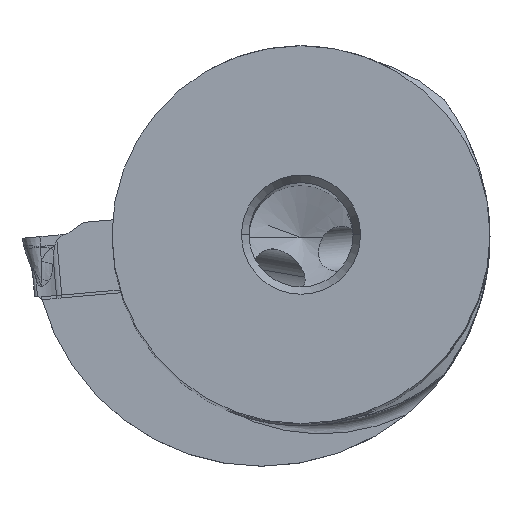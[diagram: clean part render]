
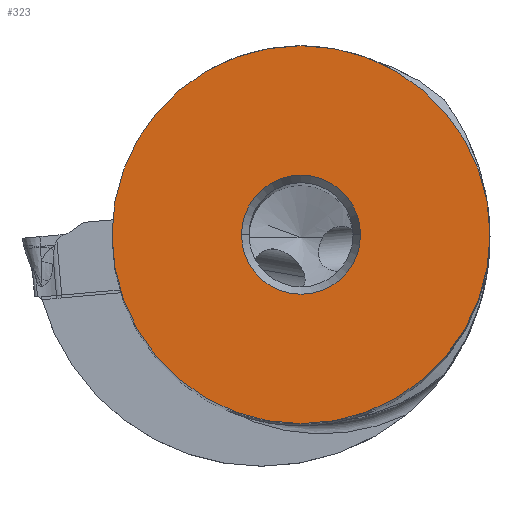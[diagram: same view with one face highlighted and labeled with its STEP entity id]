
A CAD part, top view. The second image highlights one B-rep face of the part: STEP entity #323.
In plain terms, the highlighted planar face has unit normal (0, 0, 1).
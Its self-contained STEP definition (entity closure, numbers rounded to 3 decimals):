
#49=FACE_BOUND('',#698,.T.);
#50=FACE_BOUND('',#699,.T.);
#323=ADVANCED_FACE('',(#49,#50),#409,.T.);
#409=PLANE('',#3455);
#698=EDGE_LOOP('',(#1405,#1406));
#699=EDGE_LOOP('',(#1407,#1408));
#1405=ORIENTED_EDGE('',*,*,#2375,.F.);
#1406=ORIENTED_EDGE('',*,*,#2380,.F.);
#1407=ORIENTED_EDGE('',*,*,#2381,.F.);
#1408=ORIENTED_EDGE('',*,*,#2382,.F.);
#1947=VERTEX_POINT('',#9520);
#1948=VERTEX_POINT('',#9522);
#1953=VERTEX_POINT('',#9535);
#1954=VERTEX_POINT('',#9536);
#2375=EDGE_CURVE('',#1948,#1947,#2811,.T.);
#2380=EDGE_CURVE('',#1947,#1948,#2812,.T.);
#2381=EDGE_CURVE('',#1953,#1954,#2813,.T.);
#2382=EDGE_CURVE('',#1954,#1953,#2814,.T.);
#2811=CIRCLE('',#3448,12.7);
#2812=CIRCLE('',#3452,12.7);
#2813=CIRCLE('',#3453,4.);
#2814=CIRCLE('',#3454,4.);
#3448=AXIS2_PLACEMENT_3D('',#9523,#3955,#3956);
#3452=AXIS2_PLACEMENT_3D('',#9533,#3965,#3966);
#3453=AXIS2_PLACEMENT_3D('',#9534,#3967,#3968);
#3454=AXIS2_PLACEMENT_3D('',#9537,#3969,#3970);
#3455=AXIS2_PLACEMENT_3D('',#9538,#3971,#3972);
#3955=DIRECTION('',(0.,0.,-1.));
#3956=DIRECTION('',(-1.,0.,0.));
#3965=DIRECTION('',(0.,0.,-1.));
#3966=DIRECTION('',(1.,0.,0.));
#3967=DIRECTION('',(0.,0.,1.));
#3968=DIRECTION('',(-1.,0.,0.));
#3969=DIRECTION('',(0.,0.,1.));
#3970=DIRECTION('',(1.,0.,0.));
#3971=DIRECTION('',(0.,0.,1.));
#3972=DIRECTION('',(-1.,0.,0.));
#9520=CARTESIAN_POINT('',(12.7,0.,0.));
#9522=CARTESIAN_POINT('',(-12.7,0.,0.));
#9523=CARTESIAN_POINT('',(0.,0.,0.));
#9533=CARTESIAN_POINT('',(0.,0.,0.));
#9534=CARTESIAN_POINT('',(0.,0.,0.));
#9535=CARTESIAN_POINT('',(-4.,0.,0.));
#9536=CARTESIAN_POINT('',(4.,0.,0.));
#9537=CARTESIAN_POINT('',(0.,0.,0.));
#9538=CARTESIAN_POINT('',(0.,0.,0.));
